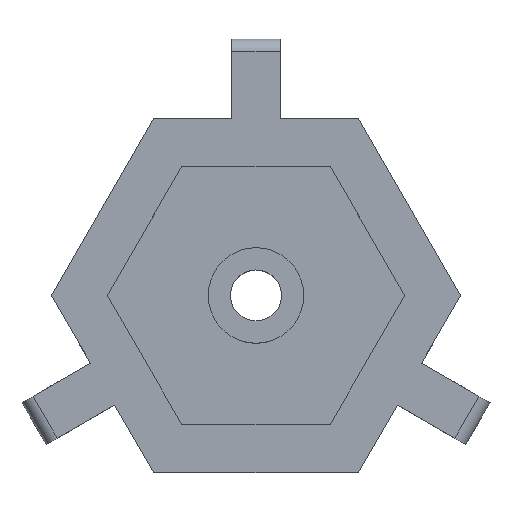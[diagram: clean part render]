
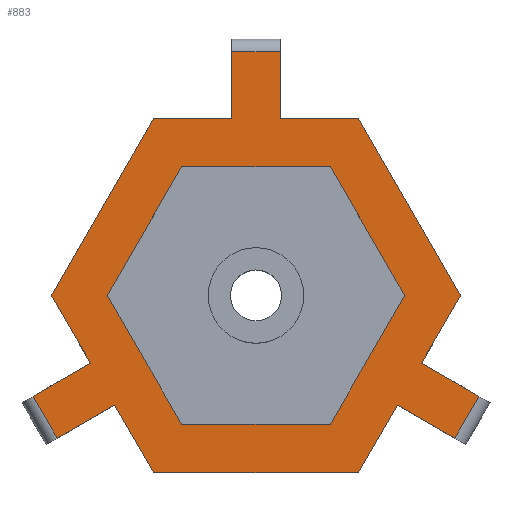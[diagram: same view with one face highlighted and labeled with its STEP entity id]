
A CAD part, top view. The second image highlights one B-rep face of the part: STEP entity #883.
In plain terms, the highlighted planar face has unit normal (0, 0, 1).
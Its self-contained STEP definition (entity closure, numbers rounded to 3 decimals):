
#19=FACE_BOUND('',#126,.T.);
#31=PLANE('',#957);
#73=FACE_OUTER_BOUND('',#125,.T.);
#125=EDGE_LOOP('',(#668,#669,#670,#671,#672,#673,#674,#675,#676,#677,#678,
#679,#680,#681,#682,#683,#684,#685));
#126=EDGE_LOOP('',(#686,#687,#688,#689,#690,#691));
#201=LINE('',#1343,#303);
#204=LINE('',#1350,#306);
#205=LINE('',#1353,#307);
#206=LINE('',#1355,#308);
#207=LINE('',#1357,#309);
#208=LINE('',#1359,#310);
#209=LINE('',#1361,#311);
#210=LINE('',#1363,#312);
#211=LINE('',#1365,#313);
#212=LINE('',#1367,#314);
#213=LINE('',#1369,#315);
#214=LINE('',#1371,#316);
#215=LINE('',#1373,#317);
#216=LINE('',#1375,#318);
#217=LINE('',#1377,#319);
#218=LINE('',#1379,#320);
#219=LINE('',#1381,#321);
#220=LINE('',#1382,#322);
#221=LINE('',#1385,#323);
#222=LINE('',#1387,#324);
#223=LINE('',#1389,#325);
#224=LINE('',#1391,#326);
#225=LINE('',#1393,#327);
#226=LINE('',#1394,#328);
#303=VECTOR('',#1079,10.);
#306=VECTOR('',#1086,10.);
#307=VECTOR('',#1089,10.);
#308=VECTOR('',#1090,10.);
#309=VECTOR('',#1091,10.);
#310=VECTOR('',#1092,10.);
#311=VECTOR('',#1093,10.);
#312=VECTOR('',#1094,10.);
#313=VECTOR('',#1095,10.);
#314=VECTOR('',#1096,10.);
#315=VECTOR('',#1097,10.);
#316=VECTOR('',#1098,10.);
#317=VECTOR('',#1099,10.);
#318=VECTOR('',#1100,10.);
#319=VECTOR('',#1101,10.);
#320=VECTOR('',#1102,10.);
#321=VECTOR('',#1103,10.);
#322=VECTOR('',#1104,10.);
#323=VECTOR('',#1105,10.);
#324=VECTOR('',#1106,10.);
#325=VECTOR('',#1107,10.);
#326=VECTOR('',#1108,10.);
#327=VECTOR('',#1109,10.);
#328=VECTOR('',#1110,10.);
#434=VERTEX_POINT('',#1340);
#435=VERTEX_POINT('',#1342);
#437=VERTEX_POINT('',#1348);
#438=VERTEX_POINT('',#1352);
#439=VERTEX_POINT('',#1354);
#440=VERTEX_POINT('',#1356);
#441=VERTEX_POINT('',#1358);
#442=VERTEX_POINT('',#1360);
#443=VERTEX_POINT('',#1362);
#444=VERTEX_POINT('',#1364);
#445=VERTEX_POINT('',#1366);
#446=VERTEX_POINT('',#1368);
#447=VERTEX_POINT('',#1370);
#448=VERTEX_POINT('',#1372);
#449=VERTEX_POINT('',#1374);
#450=VERTEX_POINT('',#1376);
#451=VERTEX_POINT('',#1378);
#452=VERTEX_POINT('',#1380);
#453=VERTEX_POINT('',#1383);
#454=VERTEX_POINT('',#1384);
#455=VERTEX_POINT('',#1386);
#456=VERTEX_POINT('',#1388);
#457=VERTEX_POINT('',#1390);
#458=VERTEX_POINT('',#1392);
#524=EDGE_CURVE('',#435,#434,#201,.T.);
#528=EDGE_CURVE('',#437,#434,#204,.T.);
#529=EDGE_CURVE('',#438,#437,#205,.T.);
#530=EDGE_CURVE('',#438,#439,#206,.T.);
#531=EDGE_CURVE('',#439,#440,#207,.T.);
#532=EDGE_CURVE('',#440,#441,#208,.T.);
#533=EDGE_CURVE('',#441,#442,#209,.T.);
#534=EDGE_CURVE('',#443,#442,#210,.T.);
#535=EDGE_CURVE('',#444,#443,#211,.T.);
#536=EDGE_CURVE('',#444,#445,#212,.T.);
#537=EDGE_CURVE('',#445,#446,#213,.T.);
#538=EDGE_CURVE('',#446,#447,#214,.T.);
#539=EDGE_CURVE('',#447,#448,#215,.T.);
#540=EDGE_CURVE('',#449,#448,#216,.T.);
#541=EDGE_CURVE('',#450,#449,#217,.T.);
#542=EDGE_CURVE('',#450,#451,#218,.T.);
#543=EDGE_CURVE('',#451,#452,#219,.T.);
#544=EDGE_CURVE('',#452,#435,#220,.T.);
#545=EDGE_CURVE('',#453,#454,#221,.T.);
#546=EDGE_CURVE('',#454,#455,#222,.T.);
#547=EDGE_CURVE('',#455,#456,#223,.T.);
#548=EDGE_CURVE('',#456,#457,#224,.T.);
#549=EDGE_CURVE('',#457,#458,#225,.T.);
#550=EDGE_CURVE('',#458,#453,#226,.T.);
#668=ORIENTED_EDGE('',*,*,#528,.F.);
#669=ORIENTED_EDGE('',*,*,#529,.F.);
#670=ORIENTED_EDGE('',*,*,#530,.T.);
#671=ORIENTED_EDGE('',*,*,#531,.T.);
#672=ORIENTED_EDGE('',*,*,#532,.T.);
#673=ORIENTED_EDGE('',*,*,#533,.T.);
#674=ORIENTED_EDGE('',*,*,#534,.F.);
#675=ORIENTED_EDGE('',*,*,#535,.F.);
#676=ORIENTED_EDGE('',*,*,#536,.T.);
#677=ORIENTED_EDGE('',*,*,#537,.T.);
#678=ORIENTED_EDGE('',*,*,#538,.T.);
#679=ORIENTED_EDGE('',*,*,#539,.T.);
#680=ORIENTED_EDGE('',*,*,#540,.F.);
#681=ORIENTED_EDGE('',*,*,#541,.F.);
#682=ORIENTED_EDGE('',*,*,#542,.T.);
#683=ORIENTED_EDGE('',*,*,#543,.T.);
#684=ORIENTED_EDGE('',*,*,#544,.T.);
#685=ORIENTED_EDGE('',*,*,#524,.T.);
#686=ORIENTED_EDGE('',*,*,#545,.T.);
#687=ORIENTED_EDGE('',*,*,#546,.T.);
#688=ORIENTED_EDGE('',*,*,#547,.T.);
#689=ORIENTED_EDGE('',*,*,#548,.T.);
#690=ORIENTED_EDGE('',*,*,#549,.T.);
#691=ORIENTED_EDGE('',*,*,#550,.T.);
#883=ADVANCED_FACE('',(#73,#19),#31,.T.);
#957=AXIS2_PLACEMENT_3D('',#1351,#1087,#1088);
#1079=DIRECTION('',(-0.866,-0.5,0.));
#1086=DIRECTION('',(-0.5,0.866,0.));
#1087=DIRECTION('center_axis',(0.,0.,1.));
#1088=DIRECTION('ref_axis',(1.,0.,0.));
#1089=DIRECTION('',(-0.866,-0.5,0.));
#1090=DIRECTION('',(0.5,-0.866,0.));
#1091=DIRECTION('',(1.,0.,0.));
#1092=DIRECTION('',(0.5,0.866,0.));
#1093=DIRECTION('',(0.866,-0.5,0.));
#1094=DIRECTION('',(-0.5,-0.866,0.));
#1095=DIRECTION('',(0.866,-0.5,0.));
#1096=DIRECTION('',(0.5,0.866,0.));
#1097=DIRECTION('',(-0.5,0.866,0.));
#1098=DIRECTION('',(-1.,0.,0.));
#1099=DIRECTION('',(0.,1.,0.));
#1100=DIRECTION('',(1.,0.,0.));
#1101=DIRECTION('',(0.,1.,0.));
#1102=DIRECTION('',(-1.,0.,0.));
#1103=DIRECTION('',(-0.5,-0.866,0.));
#1104=DIRECTION('',(0.5,-0.866,0.));
#1105=DIRECTION('',(-1.,0.,0.));
#1106=DIRECTION('',(-0.5,0.866,0.));
#1107=DIRECTION('',(0.5,0.866,0.));
#1108=DIRECTION('',(1.,0.,0.));
#1109=DIRECTION('',(0.5,-0.866,0.));
#1110=DIRECTION('',(-0.5,-0.866,0.));
#1340=CARTESIAN_POINT('',(-34.982,-15.809,10.));
#1342=CARTESIAN_POINT('',(-25.976,-10.609,10.));
#1343=CARTESIAN_POINT('',(-25.976,-10.609,10.));
#1348=CARTESIAN_POINT('',(-31.182,-22.391,10.));
#1350=CARTESIAN_POINT('',(-33.082,-19.1,10.));
#1351=CARTESIAN_POINT('Origin',(0.,0.,
10.));
#1352=CARTESIAN_POINT('',(-22.176,-17.191,10.));
#1353=CARTESIAN_POINT('',(-22.176,-17.191,10.));
#1354=CARTESIAN_POINT('',(-16.05,-27.8,10.));
#1355=CARTESIAN_POINT('',(-32.101,0.,10.));
#1356=CARTESIAN_POINT('',(16.05,-27.8,10.));
#1357=CARTESIAN_POINT('',(-16.05,-27.8,10.));
#1358=CARTESIAN_POINT('',(22.176,-17.191,10.));
#1359=CARTESIAN_POINT('',(16.05,-27.8,10.));
#1360=CARTESIAN_POINT('',(31.182,-22.391,10.));
#1361=CARTESIAN_POINT('',(22.176,-17.191,10.));
#1362=CARTESIAN_POINT('',(34.982,-15.809,10.));
#1363=CARTESIAN_POINT('',(33.082,-19.1,10.));
#1364=CARTESIAN_POINT('',(25.976,-10.609,10.));
#1365=CARTESIAN_POINT('',(25.976,-10.609,10.));
#1366=CARTESIAN_POINT('',(32.101,0.,10.));
#1367=CARTESIAN_POINT('',(16.05,-27.8,10.));
#1368=CARTESIAN_POINT('',(16.05,27.8,10.));
#1369=CARTESIAN_POINT('',(32.101,0.,10.));
#1370=CARTESIAN_POINT('',(3.8,27.8,10.));
#1371=CARTESIAN_POINT('',(16.05,27.8,10.));
#1372=CARTESIAN_POINT('',(3.8,38.2,10.));
#1373=CARTESIAN_POINT('',(3.8,27.8,10.));
#1374=CARTESIAN_POINT('',(-3.8,38.2,10.));
#1375=CARTESIAN_POINT('',(0.,38.2,10.));
#1376=CARTESIAN_POINT('',(-3.8,27.8,10.));
#1377=CARTESIAN_POINT('',(-3.8,27.8,10.));
#1378=CARTESIAN_POINT('',(-16.05,27.8,10.));
#1379=CARTESIAN_POINT('',(16.05,27.8,10.));
#1380=CARTESIAN_POINT('',(-32.101,0.,10.));
#1381=CARTESIAN_POINT('',(-16.05,27.8,10.));
#1382=CARTESIAN_POINT('',(-32.101,0.,10.));
#1383=CARTESIAN_POINT('',(11.662,-20.2,10.));
#1384=CARTESIAN_POINT('',(-11.662,-20.2,10.));
#1385=CARTESIAN_POINT('',(-5.831,-20.2,10.));
#1386=CARTESIAN_POINT('',(-23.325,0.,10.));
#1387=CARTESIAN_POINT('',(-20.409,-5.05,10.));
#1388=CARTESIAN_POINT('',(-11.662,20.2,10.));
#1389=CARTESIAN_POINT('',(-14.578,15.15,10.));
#1390=CARTESIAN_POINT('',(11.662,20.2,10.));
#1391=CARTESIAN_POINT('',(5.831,20.2,10.));
#1392=CARTESIAN_POINT('',(23.325,0.,10.));
#1393=CARTESIAN_POINT('',(20.409,5.05,10.));
#1394=CARTESIAN_POINT('',(14.578,-15.15,10.));
